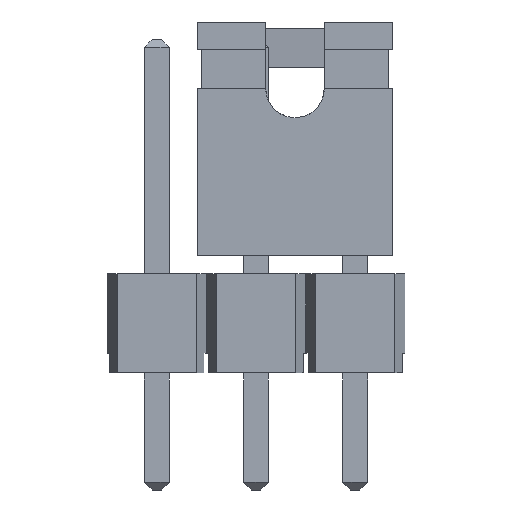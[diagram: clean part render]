
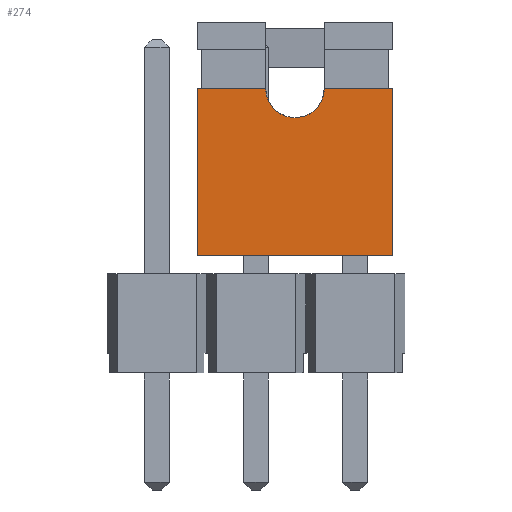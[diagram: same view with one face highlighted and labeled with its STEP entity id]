
A CAD part, front view. The second image highlights one B-rep face of the part: STEP entity #274.
In plain terms, the highlighted planar face has unit normal (0, -1, 0).
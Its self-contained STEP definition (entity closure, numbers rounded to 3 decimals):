
#23=(
BOUNDED_CURVE()
B_SPLINE_CURVE(3,(#4510,#4511,#4512,#4513),.UNSPECIFIED.,.F.,.F.)
B_SPLINE_CURVE_WITH_KNOTS((4,4),(3.142,4.713),
 .UNSPECIFIED.)
CURVE()
GEOMETRIC_REPRESENTATION_ITEM()
RATIONAL_B_SPLINE_CURVE((1.,0.805,0.805,1.))
REPRESENTATION_ITEM('')
);
#28=(
BOUNDED_CURVE()
B_SPLINE_CURVE(3,(#4750,#4751,#4752,#4753),.UNSPECIFIED.,.F.,.F.)
B_SPLINE_CURVE_WITH_KNOTS((4,4),(-3.134,-1.563),
 .UNSPECIFIED.)
CURVE()
GEOMETRIC_REPRESENTATION_ITEM()
RATIONAL_B_SPLINE_CURVE((1.,0.805,0.805,1.))
REPRESENTATION_ITEM('')
);
#274=ADVANCED_FACE('',(#501),#3586,.T.);
#501=FACE_OUTER_BOUND('',#728,.T.);
#728=EDGE_LOOP('',(#1186,#1187,#1188,#1189,#1190,#1191,#1192));
#1186=ORIENTED_EDGE('',*,*,#2264,.T.);
#1187=ORIENTED_EDGE('',*,*,#2157,.F.);
#1188=ORIENTED_EDGE('',*,*,#2272,.T.);
#1189=ORIENTED_EDGE('',*,*,#2222,.F.);
#1190=ORIENTED_EDGE('',*,*,#2233,.F.);
#1191=ORIENTED_EDGE('',*,*,#2243,.T.);
#1192=ORIENTED_EDGE('',*,*,#2236,.F.);
#2157=EDGE_CURVE('',#3210,#3209,#23,.T.);
#2222=EDGE_CURVE('',#3266,#3265,#2804,.T.);
#2233=EDGE_CURVE('',#3272,#3266,#2815,.T.);
#2236=EDGE_CURVE('',#3274,#3275,#2818,.T.);
#2243=EDGE_CURVE('',#3272,#3275,#2823,.T.);
#2264=EDGE_CURVE('',#3274,#3209,#2842,.T.);
#2272=EDGE_CURVE('',#3210,#3265,#28,.T.);
#2804=B_SPLINE_CURVE_WITH_KNOTS('',1,(#4642,#4643),.UNSPECIFIED.,.F.,.F.,
(2,2),(-0.002,0.),.UNSPECIFIED.);
#2815=B_SPLINE_CURVE_WITH_KNOTS('',1,(#4664,#4665),.UNSPECIFIED.,.F.,.F.,
(2,2),(0.,1.),.UNSPECIFIED.);
#2818=B_SPLINE_CURVE_WITH_KNOTS('',1,(#4670,#4671),.UNSPECIFIED.,.F.,.F.,
(2,2),(0.,1.),.UNSPECIFIED.);
#2823=B_SPLINE_CURVE_WITH_KNOTS('',1,(#4688,#4689),.UNSPECIFIED.,.F.,.F.,
(2,2),(-1.,0.),.UNSPECIFIED.);
#2842=B_SPLINE_CURVE_WITH_KNOTS('',1,(#4734,#4735),.UNSPECIFIED.,.F.,.F.,
(2,2),(-0.01,-0.008),.UNSPECIFIED.);
#3209=VERTEX_POINT('',#4427);
#3210=VERTEX_POINT('',#4428);
#3265=VERTEX_POINT('',#4483);
#3266=VERTEX_POINT('',#4484);
#3272=VERTEX_POINT('',#4490);
#3274=VERTEX_POINT('',#4492);
#3275=VERTEX_POINT('',#4493);
#3586=PLANE('',#3787);
#3787=AXIS2_PLACEMENT_3D('',#4387,#3971,$);
#3971=DIRECTION('',(0.,-1.,0.));
#4387=CARTESIAN_POINT('',(-1.5,-1.22,7.3));
#4427=CARTESIAN_POINT('',(1.75,-1.22,7.3));
#4428=CARTESIAN_POINT('',(1.,-1.22,6.55));
#4483=CARTESIAN_POINT('',(0.25,-1.22,7.3));
#4484=CARTESIAN_POINT('',(-1.5,-1.22,7.3));
#4490=CARTESIAN_POINT('',(-1.5,-1.22,3.02));
#4492=CARTESIAN_POINT('',(3.5,-1.22,7.3));
#4493=CARTESIAN_POINT('',(3.5,-1.22,3.02));
#4510=CARTESIAN_POINT('',(1.,-1.22,6.55));
#4511=CARTESIAN_POINT('',(1.439,-1.22,6.55));
#4512=CARTESIAN_POINT('',(1.75,-1.22,6.861));
#4513=CARTESIAN_POINT('',(1.75,-1.22,7.3));
#4642=CARTESIAN_POINT('',(-1.5,-1.22,7.3));
#4643=CARTESIAN_POINT('',(0.25,-1.22,7.3));
#4664=CARTESIAN_POINT('',(-1.5,-1.22,3.02));
#4665=CARTESIAN_POINT('',(-1.5,-1.22,7.3));
#4670=CARTESIAN_POINT('',(3.5,-1.22,7.3));
#4671=CARTESIAN_POINT('',(3.5,-1.22,3.02));
#4688=CARTESIAN_POINT('',(-1.5,-1.22,3.02));
#4689=CARTESIAN_POINT('',(3.5,-1.22,3.02));
#4734=CARTESIAN_POINT('',(3.5,-1.22,7.3));
#4735=CARTESIAN_POINT('',(1.75,-1.22,7.3));
#4750=CARTESIAN_POINT('',(1.,-1.22,6.55));
#4751=CARTESIAN_POINT('',(0.561,-1.22,6.55));
#4752=CARTESIAN_POINT('',(0.25,-1.22,6.861));
#4753=CARTESIAN_POINT('',(0.25,-1.22,7.3));
